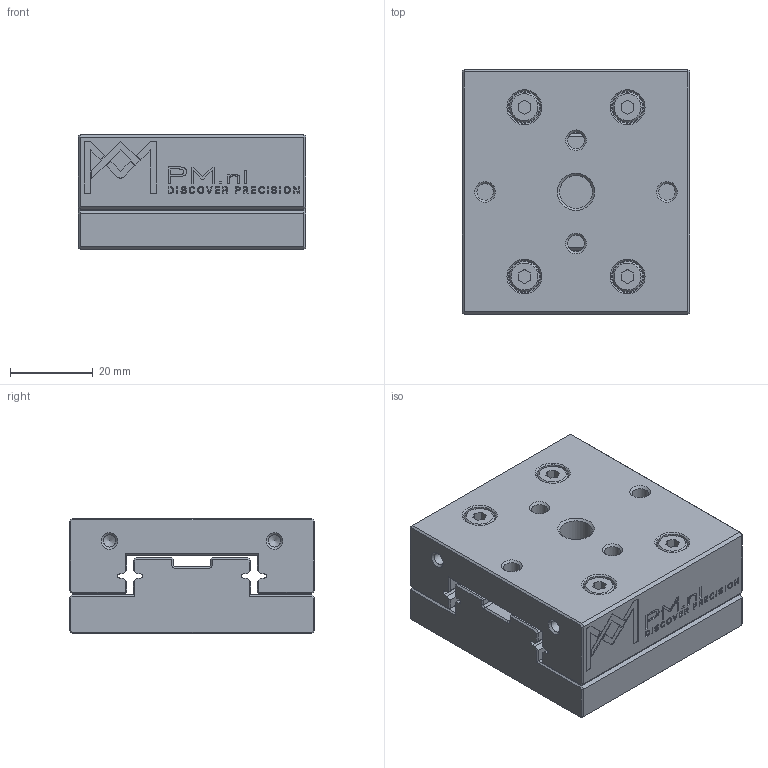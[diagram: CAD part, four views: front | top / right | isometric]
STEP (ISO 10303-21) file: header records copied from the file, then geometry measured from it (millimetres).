
FILE_DESCRIPTION(/* description */ (''),/* implementation_level */ '2;1');
FILE_NAME(/* name */ 'RT-3050_stp.stp',/* time_stamp */ '2024-10-04T14:15:15+02:00',/* author */ (''),/* organization */ (''),/* preprocessor_version */ 'ST-DEVELOPER v16.7',/* originating_system */ 'SIEMENS PLM Software NX 12.0',/* authorisation */ '');
FILE_SCHEMA (('AUTOMOTIVE_DESIGN { 1 0 10303 214 3 1 1 1 }'));
Length unit declared in the file: millimetre
Products named in the file (1): RT-3050_stp
Bounding box: 55 x 59.5 x 28 mm (x, y, z)
Volume: 84142.9 mm3; surface area: 24821.4 mm2
Topology: 2 solids, 2 shells, 890 faces, 2253 edges, 1465 vertices
Faces by surface type: plane 624, bspline 180, cone 45, cylinder 41
Full cylindrical faces by diameter (mm): 3 x4, 4 x6, 4.8 x4, 7 x4, 7.32 x4, 7.8 x12, 8 x1
Entity records: 30901 total; most frequent: CARTESIAN_POINT 6993, ORIENTED_EDGE 4326, DIRECTION 3348, EDGE_CURVE 2163, LINE 1680, VECTOR 1680, VERTEX_POINT 1455, EDGE_LOOP 1082
